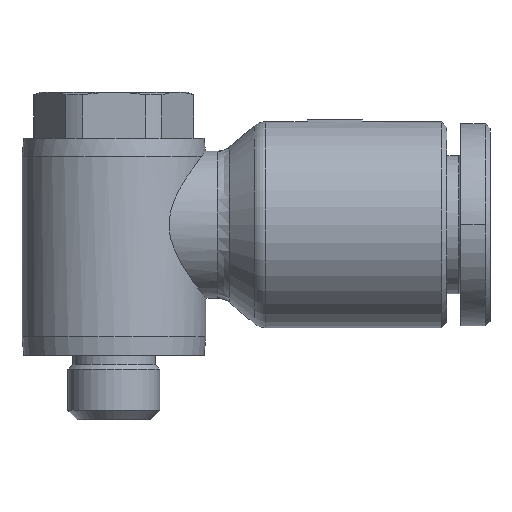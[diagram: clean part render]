
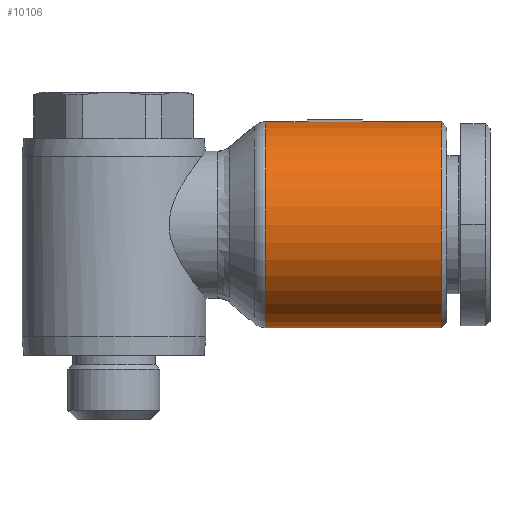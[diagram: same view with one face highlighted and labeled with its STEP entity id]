
A CAD part, front view. The second image highlights one B-rep face of the part: STEP entity #10106.
In plain terms, the highlighted cylindrical face has radius 5.6 mm (diameter 11.2 mm), a partial arc.
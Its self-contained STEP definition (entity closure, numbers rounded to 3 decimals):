
#141=CARTESIAN_POINT('',(-20.3,0.,5.6));
#142=VERTEX_POINT('',#141);
#143=CARTESIAN_POINT('',(-16.0,0.,5.6));
#144=VERTEX_POINT('',#143);
#145=CARTESIAN_POINT('',(-20.3,0.,5.6));
#146=DIRECTION('',(1.0,0.0,0.0));
#147=VECTOR('',#146,4.3);
#148=LINE('',#145,#147);
#149=EDGE_CURVE('',#142,#144,#148,.T.);
#151=CARTESIAN_POINT('',(-20.3,0.,-5.6));
#152=VERTEX_POINT('',#151);
#160=CARTESIAN_POINT('',(-10.765,0.,-5.6));
#161=VERTEX_POINT('',#160);
#162=CARTESIAN_POINT('',(-10.765,0.,-5.6));
#163=DIRECTION('',(-1.0,0.0,0.0));
#164=VECTOR('',#163,9.535);
#165=LINE('',#162,#164);
#166=EDGE_CURVE('',#161,#152,#165,.T.);
#168=CARTESIAN_POINT('',(-10.765,0.,5.6));
#169=VERTEX_POINT('',#168);
#177=CARTESIAN_POINT('',(-13.0,0.,5.6));
#178=VERTEX_POINT('',#177);
#179=CARTESIAN_POINT('',(-13.0,0.,5.6));
#180=DIRECTION('',(1.0,0.0,0.0));
#181=VECTOR('',#180,2.235);
#182=LINE('',#179,#181);
#183=EDGE_CURVE('',#178,#169,#182,.T.);
#226=CARTESIAN_POINT('',(-10.765,0.,0.));
#227=DIRECTION('',(1.0,0.0,0.0));
#228=DIRECTION('',(0.0,0.0,-1.0));
#229=AXIS2_PLACEMENT_3D('',#226,#227,#228);
#230=CIRCLE('',#229,5.6);
#231=EDGE_CURVE('',#161,#169,#230,.T.);
#2754=CARTESIAN_POINT('',(-20.3,0.,0.));
#2755=DIRECTION('',(-1.0,0.0,0.0));
#2756=DIRECTION('',(0.0,0.0,-1.0));
#2757=AXIS2_PLACEMENT_3D('',#2754,#2755,#2756);
#2758=CIRCLE('',#2757,5.6);
#2759=EDGE_CURVE('',#142,#152,#2758,.T.);
#9692=CARTESIAN_POINT('',(-13.0,0.5,5.578));
#9693=VERTEX_POINT('',#9692);
#9694=CARTESIAN_POINT('',(-13.0,0.,0.));
#9695=DIRECTION('',(1.0,0.0,0.0));
#9696=DIRECTION('',(0.0,0.0,1.0));
#9697=AXIS2_PLACEMENT_3D('',#9694,#9695,#9696);
#9698=CIRCLE('',#9697,5.6);
#9699=EDGE_CURVE('',#9693,#178,#9698,.T.);
#9735=CARTESIAN_POINT('',(-16.0,0.5,5.578));
#9736=VERTEX_POINT('',#9735);
#9743=CARTESIAN_POINT('',(-16.0,0.,0.));
#9744=DIRECTION('',(-1.0,0.0,0.0));
#9745=DIRECTION('',(0.0,0.0,1.0));
#9746=AXIS2_PLACEMENT_3D('',#9743,#9744,#9745);
#9747=CIRCLE('',#9746,5.6);
#9748=EDGE_CURVE('',#144,#9736,#9747,.T.);
#9758=CARTESIAN_POINT('',(-16.0,0.5,5.578));
#9759=DIRECTION('',(1.0,0.0,0.0));
#9760=VECTOR('',#9759,3.0);
#9761=LINE('',#9758,#9760);
#9762=EDGE_CURVE('',#9736,#9693,#9761,.T.);
#10091=CARTESIAN_POINT('',(-14.7,0.,0.));
#10092=DIRECTION('',(1.0,0.,0.));
#10093=DIRECTION('',(0.0,0.0,1.0));
#10094=AXIS2_PLACEMENT_3D('',#10091,#10092,#10093);
#10095=CYLINDRICAL_SURFACE('',#10094,5.6);
#10096=ORIENTED_EDGE('',*,*,#149,.T.);
#10097=ORIENTED_EDGE('',*,*,#9748,.T.);
#10098=ORIENTED_EDGE('',*,*,#9762,.T.);
#10099=ORIENTED_EDGE('',*,*,#9699,.T.);
#10100=ORIENTED_EDGE('',*,*,#183,.T.);
#10101=ORIENTED_EDGE('',*,*,#231,.F.);
#10102=ORIENTED_EDGE('',*,*,#166,.T.);
#10103=ORIENTED_EDGE('',*,*,#2759,.F.);
#10104=EDGE_LOOP('',(#10096,#10097,#10098,#10099,#10100,#10101,#10102,#10103));
#10105=FACE_OUTER_BOUND('',#10104,.T.);
#10106=ADVANCED_FACE('',(#10105),#10095,.T.);
